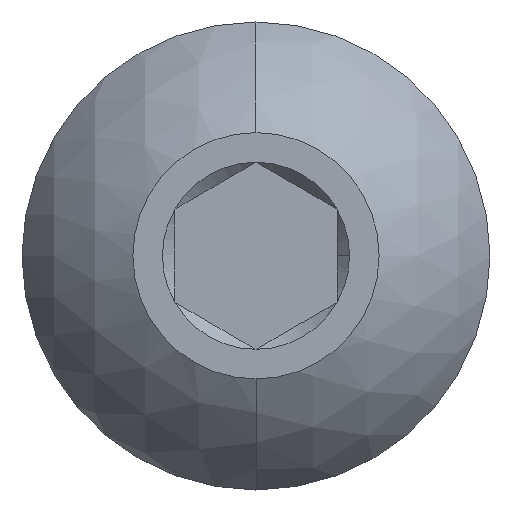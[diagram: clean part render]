
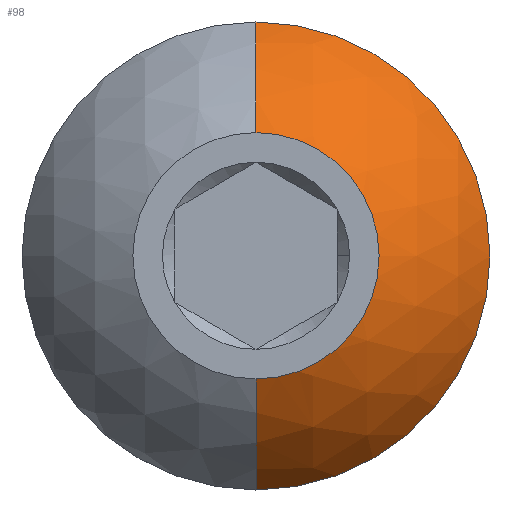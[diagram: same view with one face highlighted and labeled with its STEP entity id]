
A CAD part, top view. The second image highlights one B-rep face of the part: STEP entity #98.
In plain terms, the highlighted spherical face has radius 5.172 mm.
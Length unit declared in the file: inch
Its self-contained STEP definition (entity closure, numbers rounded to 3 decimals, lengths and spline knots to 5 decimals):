
#98 = ADVANCED_FACE ( 'NONE', ( #4774 ), #4287, .T. ) ;
#117 = CIRCLE ( 'NONE', #5768, 0.1805 ) ;
#214 = DIRECTION ( 'NONE',  ( 1., 0., 0. ) ) ;
#320 = CIRCLE ( 'NONE', #4578, 0.20363 ) ;
#658 = CARTESIAN_POINT ( 'NONE',  ( 0., 0., -0.18011 ) ) ;
#680 = CARTESIAN_POINT ( 'NONE',  ( 0., 0.1805, -0.08585 ) ) ;
#829 = CARTESIAN_POINT ( 'NONE',  ( 0., 0., 0. ) ) ;
#1100 = VERTEX_POINT ( 'NONE', #4888 ) ;
#1130 = CARTESIAN_POINT ( 'NONE',  ( 0., 0., -0.08585 ) ) ;
#1275 = CIRCLE ( 'NONE', #4886, 0.095 ) ;
#1315 = VERTEX_POINT ( 'NONE', #4964 ) ;
#1333 = DIRECTION ( 'NONE',  ( 1., 0., 0. ) ) ;
#1589 = AXIS2_PLACEMENT_3D ( 'NONE', #6316, #3250, #3282 ) ;
#1604 = CARTESIAN_POINT ( 'NONE',  ( 0., 0., -0.18011 ) ) ;
#1757 = DIRECTION ( 'NONE',  ( 0., 0., 1. ) ) ;
#1780 = EDGE_CURVE ( 'NONE', #6216, #6173, #1275, .T. ) ;
#2219 = CARTESIAN_POINT ( 'NONE',  ( 0., 0.095, 0. ) ) ;
#2508 = DIRECTION ( 'NONE',  ( 0., -1., 0. ) ) ;
#2648 = DIRECTION ( 'NONE',  ( -1., 0., 0. ) ) ;
#2814 = DIRECTION ( 'NONE',  ( 0., 0., 1. ) ) ;
#2848 = DIRECTION ( 'NONE',  ( 0., 0., 1. ) ) ;
#3199 = VERTEX_POINT ( 'NONE', #680 ) ;
#3250 = DIRECTION ( 'NONE',  ( 1., 0., 0. ) ) ;
#3282 = DIRECTION ( 'NONE',  ( 0., -1., 0. ) ) ;
#3363 = EDGE_CURVE ( 'NONE', #1100, #6216, #4272, .T. ) ;
#3640 = EDGE_CURVE ( 'NONE', #1315, #3199, #5962, .T. ) ;
#3668 = DIRECTION ( 'NONE',  ( 0., 1., 0. ) ) ;
#3733 = DIRECTION ( 'NONE',  ( 1., 0., 0. ) ) ;
#4178 = EDGE_CURVE ( 'NONE', #3199, #6173, #320, .T. ) ;
#4247 = DIRECTION ( 'NONE',  ( 1., 0., 0. ) ) ;
#4272 = CIRCLE ( 'NONE', #5330, 0.20363 ) ;
#4287 = SPHERICAL_SURFACE ( 'NONE', #1589, 0.20363 ) ;
#4476 = ORIENTED_EDGE ( 'NONE', *, *, #3363, .F. ) ;
#4578 = AXIS2_PLACEMENT_3D ( 'NONE', #658, #3733, #3668 ) ;
#4616 = ORIENTED_EDGE ( 'NONE', *, *, #4178, .T. ) ;
#4774 = FACE_OUTER_BOUND ( 'NONE', #6404, .T. ) ;
#4819 = EDGE_CURVE ( 'NONE', #1100, #1315, #117, .T. ) ;
#4847 = CARTESIAN_POINT ( 'NONE',  ( 0., 0., -0.08585 ) ) ;
#4852 = ORIENTED_EDGE ( 'NONE', *, *, #3640, .T. ) ;
#4886 = AXIS2_PLACEMENT_3D ( 'NONE', #829, #2848, #1333 ) ;
#4888 = CARTESIAN_POINT ( 'NONE',  ( 0., -0.1805, -0.08585 ) ) ;
#4964 = CARTESIAN_POINT ( 'NONE',  ( 0.1805, 0., -0.08585 ) ) ;
#5330 = AXIS2_PLACEMENT_3D ( 'NONE', #1604, #2648, #2508 ) ;
#5478 = ORIENTED_EDGE ( 'NONE', *, *, #1780, .F. ) ;
#5611 = ORIENTED_EDGE ( 'NONE', *, *, #4819, .T. ) ;
#5768 = AXIS2_PLACEMENT_3D ( 'NONE', #4847, #1757, #214 ) ;
#5962 = CIRCLE ( 'NONE', #6600, 0.1805 ) ;
#6173 = VERTEX_POINT ( 'NONE', #2219 ) ;
#6216 = VERTEX_POINT ( 'NONE', #6283 ) ;
#6283 = CARTESIAN_POINT ( 'NONE',  ( 0., -0.095, 0. ) ) ;
#6316 = CARTESIAN_POINT ( 'NONE',  ( 0., 0., -0.18011 ) ) ;
#6404 = EDGE_LOOP ( 'NONE', ( #5611, #4852, #4616, #5478, #4476 ) ) ;
#6600 = AXIS2_PLACEMENT_3D ( 'NONE', #1130, #2814, #4247 ) ;
